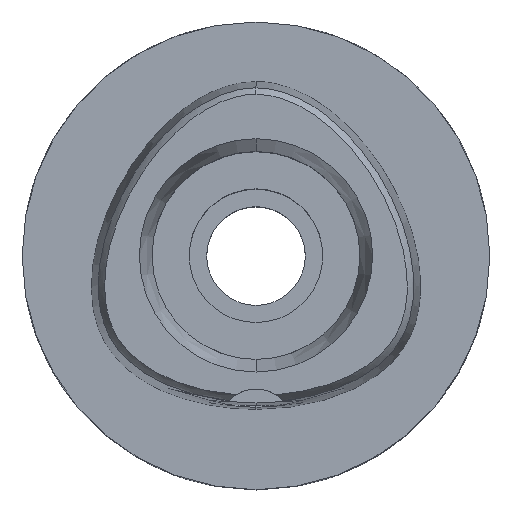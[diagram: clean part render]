
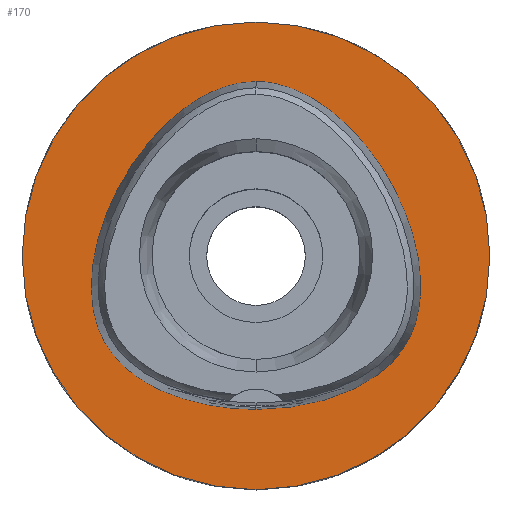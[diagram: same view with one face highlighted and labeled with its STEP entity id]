
A CAD part, top view. The second image highlights one B-rep face of the part: STEP entity #170.
In plain terms, the highlighted planar face has unit normal (0, 0, 1).
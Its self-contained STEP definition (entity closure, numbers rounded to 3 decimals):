
#165 = CARTESIAN_POINT ( 'NONE',  ( -22.245, -4.1, 0. ) ) ;
#170 = ADVANCED_FACE ( 'NONE', ( #4108, #670 ), #3299, .F. ) ;
#192 = CARTESIAN_POINT ( 'NONE',  ( -21.978, -0.281, 0. ) ) ;
#216 = CARTESIAN_POINT ( 'NONE',  ( -6.341, -20.298, 0. ) ) ;
#274 = DIRECTION ( 'NONE',  ( 0., -1., 0. ) ) ;
#279 = CARTESIAN_POINT ( 'NONE',  ( 10.746, 19.174, 0. ) ) ;
#342 = DIRECTION ( 'NONE',  ( 0., 0., -1. ) ) ;
#367 = DIRECTION ( 'NONE',  ( 0., -1., 0. ) ) ;
#381 = CARTESIAN_POINT ( 'NONE',  ( 0., -20.675, 0. ) ) ;
#593 = CARTESIAN_POINT ( 'NONE',  ( -7.571, 21.315, 0. ) ) ;
#599 = CARTESIAN_POINT ( 'NONE',  ( 0., -20.675, 0. ) ) ;
#654 = CARTESIAN_POINT ( 'NONE',  ( 0., 23.475, 0. ) ) ;
#670 = FACE_BOUND ( 'NONE', #1143, .T. ) ;
#731 = ORIENTED_EDGE ( 'NONE', *, *, #3104, .F. ) ;
#732 = CARTESIAN_POINT ( 'NONE',  ( 0., 0., 0. ) ) ;
#948 = CARTESIAN_POINT ( 'NONE',  ( -2.565, 23.293, 0. ) ) ;
#996 = CARTESIAN_POINT ( 'NONE',  ( -14.673, -17.214, 0. ) ) ;
#1036 = CARTESIAN_POINT ( 'NONE',  ( -20.35, -11.749, 0. ) ) ;
#1106 = CARTESIAN_POINT ( 'NONE',  ( 7.571, 21.315, 0. ) ) ;
#1143 = EDGE_LOOP ( 'NONE', ( #4744, #3994 ) ) ;
#1156 = EDGE_CURVE ( 'NONE', #1227, #2766, #2123, .T. ) ;
#1227 = VERTEX_POINT ( 'NONE', #1522 ) ;
#1290 = AXIS2_PLACEMENT_3D ( 'NONE', #732, #2305, #1997 ) ;
#1318 = CARTESIAN_POINT ( 'NONE',  ( -22.057, -6.848, 0. ) ) ;
#1344 = CARTESIAN_POINT ( 'NONE',  ( -18.568, -14.169, 0. ) ) ;
#1366 = CARTESIAN_POINT ( 'NONE',  ( -5.098, 22.526, 0. ) ) ;
#1381 = AXIS2_PLACEMENT_3D ( 'NONE', #3725, #1829, #274 ) ;
#1486 = CARTESIAN_POINT ( 'NONE',  ( 21.555, -8.996, 0. ) ) ;
#1522 = CARTESIAN_POINT ( 'NONE',  ( 0., -31.5, 0. ) ) ;
#1535 = CARTESIAN_POINT ( 'NONE',  ( 5.098, 22.526, 0. ) ) ;
#1722 = CARTESIAN_POINT ( 'NONE',  ( -0.855, 23.475, 0. ) ) ;
#1829 = DIRECTION ( 'NONE',  ( 0., 0., -1. ) ) ;
#1861 = CARTESIAN_POINT ( 'NONE',  ( 19.649, -12.825, 0. ) ) ;
#1887 = CARTESIAN_POINT ( 'NONE',  ( 22.057, -6.848, 0. ) ) ;
#1914 = CARTESIAN_POINT ( 'NONE',  ( 20.749, 4.657, 0. ) ) ;
#1997 = DIRECTION ( 'NONE',  ( 0., 1., 0. ) ) ;
#2020 = CIRCLE ( 'NONE', #1290, 31.5 ) ;
#2123 = CIRCLE ( 'NONE', #2769, 31.5 ) ;
#2134 = CARTESIAN_POINT ( 'NONE',  ( -16.959, -15.678, 0. ) ) ;
#2218 = CARTESIAN_POINT ( 'NONE',  ( 18.568, -14.169, 0. ) ) ;
#2305 = DIRECTION ( 'NONE',  ( 0., 0., -1. ) ) ;
#2487 = EDGE_LOOP ( 'NONE', ( #731, #4980 ) ) ;
#2495 = CARTESIAN_POINT ( 'NONE',  ( -11.233, -18.893, 0. ) ) ;
#2544 = CARTESIAN_POINT ( 'NONE',  ( -14.408, 15.641, 0. ) ) ;
#2565 = CARTESIAN_POINT ( 'NONE',  ( -20.749, 4.657, 0. ) ) ;
#2620 = B_SPLINE_CURVE_WITH_KNOTS ( 'NONE', 3,
 ( #381, #3731, #4901, #4978, #2634, #3777, #2218, #1861, #3374, #2688, #1486, #1887, #3029, #3832, #1914, #3003, #4582, #279, #1106, #1535, #4209, #3078, #654 ),
 .UNSPECIFIED., .F., .F.,
 ( 4, 1, 1, 1, 1, 1, 1, 1, 1, 1, 1, 1, 1, 1, 1, 1, 1, 1, 1, 1, 4 ),
 ( 0., 0.083, 0.167, 0.208, 0.25, 0.292, 0.313, 0.333, 0.354, 0.375, 0.417, 0.458, 0.5, 0.583, 0.667, 0.75, 0.833, 0.875, 0.917, 0.958, 1. ),
 .UNSPECIFIED. ) ;
#2634 = CARTESIAN_POINT ( 'NONE',  ( 14.673, -17.214, 0. ) ) ;
#2686 = B_SPLINE_CURVE_WITH_KNOTS ( 'NONE', 3,
 ( #4405, #1722, #948, #1366, #593, #2918, #2544, #4480, #2565, #192, #165, #1318, #4460, #4434, #1036, #3260, #1344, #2134, #996, #2495, #216, #3666, #3618 ),
 .UNSPECIFIED., .F., .F.,
 ( 4, 1, 1, 1, 1, 1, 1, 1, 1, 1, 1, 1, 1, 1, 1, 1, 1, 1, 1, 1, 4 ),
 ( 0., 0.042, 0.083, 0.125, 0.167, 0.25, 0.333, 0.417, 0.5, 0.542, 0.583, 0.625, 0.646, 0.667, 0.688, 0.708, 0.75, 0.792, 0.833, 0.917, 1. ),
 .UNSPECIFIED. ) ;
#2688 = CARTESIAN_POINT ( 'NONE',  ( 20.932, -10.604, 0. ) ) ;
#2766 = VERTEX_POINT ( 'NONE', #4540 ) ;
#2769 = AXIS2_PLACEMENT_3D ( 'NONE', #4699, #342, #367 ) ;
#2918 = CARTESIAN_POINT ( 'NONE',  ( -10.746, 19.174, 0. ) ) ;
#3003 = CARTESIAN_POINT ( 'NONE',  ( 18.068, 10.432, 0. ) ) ;
#3029 = CARTESIAN_POINT ( 'NONE',  ( 22.245, -4.1, 0. ) ) ;
#3078 = CARTESIAN_POINT ( 'NONE',  ( 0.855, 23.475, 0. ) ) ;
#3104 = EDGE_CURVE ( 'NONE', #2766, #1227, #2020, .T. ) ;
#3260 = CARTESIAN_POINT ( 'NONE',  ( -19.649, -12.825, 0. ) ) ;
#3299 = PLANE ( 'NONE',  #1381 ) ;
#3374 = CARTESIAN_POINT ( 'NONE',  ( 20.35, -11.749, 0. ) ) ;
#3610 = VERTEX_POINT ( 'NONE', #599 ) ;
#3618 = CARTESIAN_POINT ( 'NONE',  ( 0., -20.675, 0. ) ) ;
#3666 = CARTESIAN_POINT ( 'NONE',  ( -2.114, -20.675, 0. ) ) ;
#3725 = CARTESIAN_POINT ( 'NONE',  ( 0., 0., 0. ) ) ;
#3729 = VERTEX_POINT ( 'NONE', #4888 ) ;
#3731 = CARTESIAN_POINT ( 'NONE',  ( 2.114, -20.675, 0. ) ) ;
#3777 = CARTESIAN_POINT ( 'NONE',  ( 16.959, -15.678, 0. ) ) ;
#3832 = CARTESIAN_POINT ( 'NONE',  ( 21.978, -0.281, 0. ) ) ;
#3891 = EDGE_CURVE ( 'NONE', #3729, #3610, #2686, .T. ) ;
#3994 = ORIENTED_EDGE ( 'NONE', *, *, #4068, .F. ) ;
#4068 = EDGE_CURVE ( 'NONE', #3610, #3729, #2620, .T. ) ;
#4108 = FACE_OUTER_BOUND ( 'NONE', #2487, .T. ) ;
#4209 = CARTESIAN_POINT ( 'NONE',  ( 2.565, 23.293, 0. ) ) ;
#4405 = CARTESIAN_POINT ( 'NONE',  ( 0., 23.475, 0. ) ) ;
#4434 = CARTESIAN_POINT ( 'NONE',  ( -20.932, -10.604, 0. ) ) ;
#4460 = CARTESIAN_POINT ( 'NONE',  ( -21.555, -8.996, 0. ) ) ;
#4480 = CARTESIAN_POINT ( 'NONE',  ( -18.068, 10.432, 0. ) ) ;
#4540 = CARTESIAN_POINT ( 'NONE',  ( 0., 31.5, 0. ) ) ;
#4582 = CARTESIAN_POINT ( 'NONE',  ( 14.408, 15.641, 0. ) ) ;
#4699 = CARTESIAN_POINT ( 'NONE',  ( 0., 0., 0. ) ) ;
#4744 = ORIENTED_EDGE ( 'NONE', *, *, #3891, .F. ) ;
#4888 = CARTESIAN_POINT ( 'NONE',  ( 0., 23.475, 0. ) ) ;
#4901 = CARTESIAN_POINT ( 'NONE',  ( 6.341, -20.298, 0. ) ) ;
#4978 = CARTESIAN_POINT ( 'NONE',  ( 11.233, -18.893, 0. ) ) ;
#4980 = ORIENTED_EDGE ( 'NONE', *, *, #1156, .F. ) ;
